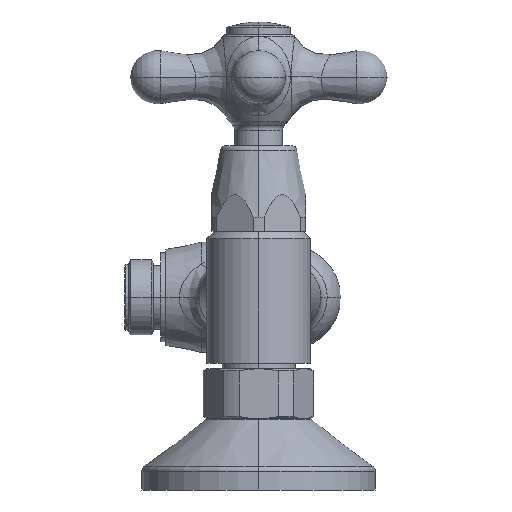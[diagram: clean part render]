
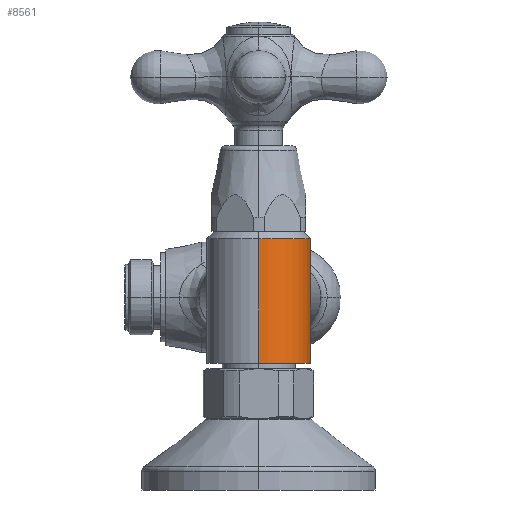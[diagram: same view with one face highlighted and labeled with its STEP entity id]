
A CAD part, left-side view. The second image highlights one B-rep face of the part: STEP entity #8561.
In plain terms, the highlighted cylindrical face has radius 14.5 mm (diameter 29 mm), a partial arc.
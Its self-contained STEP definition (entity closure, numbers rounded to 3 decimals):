
#1560=CARTESIAN_POINT('',(-79.,0.,16.5));
#1561=DIRECTION('',(0.,0.,1.));
#1562=DIRECTION('',(-1.,0.,0.));
#1563=AXIS2_PLACEMENT_3D('',#1560,#1561,#1562);
#1565=CARTESIAN_POINT('',(-79.,0.,13.));
#1566=DIRECTION('',(0.,0.,-1.));
#1567=DIRECTION('',(1.,0.,0.));
#1568=AXIS2_PLACEMENT_3D('',#1565,#1566,#1567);
#1570=CARTESIAN_POINT('',(-64.587,-1.588,
13.));
#1571=CARTESIAN_POINT('',(-64.611,-1.801,
13.));
#1572=CARTESIAN_POINT('',(-64.667,-2.228,
12.984));
#1573=CARTESIAN_POINT('',(-64.782,-2.872,
12.913));
#1574=CARTESIAN_POINT('',(-64.929,-3.52,
12.792));
#1575=CARTESIAN_POINT('',(-65.107,-4.171,
12.617));
#1576=CARTESIAN_POINT('',(-65.32,-4.823,
12.386));
#1577=CARTESIAN_POINT('',(-65.566,-5.472,
12.095));
#1578=CARTESIAN_POINT('',(-65.848,-6.119,
11.741));
#1579=CARTESIAN_POINT('',(-66.167,-6.763,
11.316));
#1580=CARTESIAN_POINT('',(-66.523,-7.4,
10.816));
#1581=CARTESIAN_POINT('',(-66.914,-8.023,
10.237));
#1582=CARTESIAN_POINT('',(-67.337,-8.626,
9.574));
#1583=CARTESIAN_POINT('',(-67.782,-9.196,
8.832));
#1584=CARTESIAN_POINT('',(-68.235,-9.723,
8.017));
#1585=CARTESIAN_POINT('',(-68.684,-10.196,
7.141));
#1586=CARTESIAN_POINT('',(-69.106,-10.605,
6.224));
#1587=CARTESIAN_POINT('',(-69.485,-10.945,
5.292));
#1588=CARTESIAN_POINT('',(-69.809,-11.217,
4.363));
#1589=CARTESIAN_POINT('',(-70.071,-11.426,
3.45));
#1590=CARTESIAN_POINT('',(-70.27,-11.578,
2.561));
#1591=CARTESIAN_POINT('',(-70.41,-11.682,
1.693));
#1592=CARTESIAN_POINT('',(-70.492,-11.741,
0.842));
#1593=CARTESIAN_POINT('',(-70.519,-11.761,
0.));
#1594=CARTESIAN_POINT('',(-70.491,-11.741,
-0.841));
#1595=CARTESIAN_POINT('',(-70.41,-11.682,
-1.691));
#1596=CARTESIAN_POINT('',(-70.271,-11.579,
-2.558));
#1597=CARTESIAN_POINT('',(-70.072,-11.426,
-3.445));
#1598=CARTESIAN_POINT('',(-69.81,-11.218,
-4.358));
#1599=CARTESIAN_POINT('',(-69.487,-10.946,
-5.288));
#1600=CARTESIAN_POINT('',(-69.107,-10.606,
-6.222));
#1601=CARTESIAN_POINT('',(-68.684,-10.196,
-7.141));
#1602=CARTESIAN_POINT('',(-68.235,-9.722,
-8.018));
#1603=CARTESIAN_POINT('',(-67.781,-9.195,
-8.834));
#1604=CARTESIAN_POINT('',(-67.336,-8.624,
-9.577));
#1605=CARTESIAN_POINT('',(-66.913,-8.021,
-10.238));
#1606=CARTESIAN_POINT('',(-66.523,-7.399,
-10.817));
#1607=CARTESIAN_POINT('',(-66.167,-6.762,
-11.317));
#1608=CARTESIAN_POINT('',(-65.848,-6.119,
-11.741));
#1609=CARTESIAN_POINT('',(-65.566,-5.472,
-12.096));
#1610=CARTESIAN_POINT('',(-65.32,-4.823,
-12.386));
#1611=CARTESIAN_POINT('',(-65.107,-4.171,
-12.617));
#1612=CARTESIAN_POINT('',(-64.928,-3.52,
-12.792));
#1613=CARTESIAN_POINT('',(-64.782,-2.872,
-12.913));
#1614=CARTESIAN_POINT('',(-64.667,-2.227,
-12.984));
#1615=CARTESIAN_POINT('',(-64.611,-1.801,
-13.));
#1616=CARTESIAN_POINT('',(-64.587,-1.588,
-13.));
#1618=CARTESIAN_POINT('',(-79.,0.,-13.));
#1619=DIRECTION('',(0.,0.,1.));
#1620=DIRECTION('',(0.994,-0.11,0.));
#1621=AXIS2_PLACEMENT_3D('',#1618,#1619,#1620);
#1623=DIRECTION('',(0.,0.,1.));
#1624=VECTOR('',#1623,35.);
#1625=CARTESIAN_POINT('',(-93.5,0.,-18.5));
#1626=LINE('',#1625,#1624);
#1660=DIRECTION('',(0.,0.,1.));
#1661=VECTOR('',#1660,5.5);
#1662=CARTESIAN_POINT('',(-64.5,0.,-18.5));
#1663=LINE('',#1662,#1661);
#1722=DIRECTION('',(0.,0.,1.));
#1723=VECTOR('',#1722,3.5);
#1724=CARTESIAN_POINT('',(-64.5,0.,13.));
#1725=LINE('',#1724,#1723);
#1731=CARTESIAN_POINT('',(-79.,0.,-18.5));
#1732=DIRECTION('',(0.,0.,1.));
#1733=DIRECTION('',(-1.,0.,0.));
#1734=AXIS2_PLACEMENT_3D('',#1731,#1732,#1733);
#5348=CARTESIAN_POINT('',(-64.5,0.,-18.5));
#5349=CARTESIAN_POINT('',(-93.5,0.,-18.5));
#5350=VERTEX_POINT('',#5348);
#5351=VERTEX_POINT('',#5349);
#5368=CARTESIAN_POINT('',(-64.5,0.,13.));
#5370=VERTEX_POINT('',#5368);
#5371=CARTESIAN_POINT('',(-64.587,-1.588,13.));
#5372=VERTEX_POINT('',#5371);
#5373=VERTEX_POINT('',#1616);
#5376=CARTESIAN_POINT('',(-64.5,0.,-13.));
#5377=VERTEX_POINT('',#5376);
#5428=CARTESIAN_POINT('',(-93.5,0.,16.5));
#5429=CARTESIAN_POINT('',(-64.5,0.,16.5));
#5430=VERTEX_POINT('',#5428);
#5431=VERTEX_POINT('',#5429);
#8539=CARTESIAN_POINT('',(-79.,0.,-18.5));
#8540=DIRECTION('',(0.,0.,1.));
#8541=DIRECTION('',(1.,0.,0.));
#8542=AXIS2_PLACEMENT_3D('',#8539,#8540,#8541);
#8543=CYLINDRICAL_SURFACE('',#8542,14.5);
#8545=ORIENTED_EDGE('',*,*,#8544,.T.);
#8547=ORIENTED_EDGE('',*,*,#8546,.F.);
#8548=ORIENTED_EDGE('',*,*,#8520,.T.);
#8550=ORIENTED_EDGE('',*,*,#8549,.T.);
#8552=ORIENTED_EDGE('',*,*,#8551,.T.);
#8554=ORIENTED_EDGE('',*,*,#8553,.F.);
#8556=ORIENTED_EDGE('',*,*,#8555,.F.);
#8558=ORIENTED_EDGE('',*,*,#8557,.T.);
#8559=EDGE_LOOP('',(#8545,#8547,#8548,#8550,#8552,#8554,#8556,#8558));
#8560=FACE_OUTER_BOUND('',#8559,.F.);
#8561=ADVANCED_FACE('',(#8560),#8543,.T.);
#1564=CIRCLE('',#1563,14.5);
#1569=CIRCLE('',#1568,14.5);
#1617=B_SPLINE_CURVE_WITH_KNOTS('',3,(#1570,#1571,#1572,#1573,#1574,#1575,#1576,
#1577,#1578,#1579,#1580,#1581,#1582,#1583,#1584,#1585,#1586,#1587,#1588,#1589,
#1590,#1591,#1592,#1593,#1594,#1595,#1596,#1597,#1598,#1599,#1600,#1601,#1602,
#1603,#1604,#1605,#1606,#1607,#1608,#1609,#1610,#1611,#1612,#1613,#1614,#1615,
#1616),.UNSPECIFIED.,.F.,.F.,(4,1,1,1,1,1,1,1,1,1,1,1,1,1,1,1,1,1,1,1,1,1,1,1,1,
1,1,1,1,1,1,1,1,1,1,1,1,1,1,1,1,1,1,1,4),(0.,0.023,
0.045,0.068,0.091,0.114,
0.136,0.159,0.182,0.205,
0.227,0.25,0.273,0.295,0.318,
0.341,0.364,0.386,0.409,
0.432,0.455,0.477,0.5,0.523,
0.545,0.568,0.591,0.614,
0.636,0.659,0.682,0.705,
0.727,0.75,0.773,0.795,0.818,
0.841,0.864,0.886,0.909,
0.932,0.955,0.977,1.),.UNSPECIFIED.);
#1622=CIRCLE('',#1621,14.5);
#1735=CIRCLE('',#1734,14.5);
#8520=EDGE_CURVE('',#5370,#5372,#1569,.T.);
#8544=EDGE_CURVE('',#5430,#5431,#1564,.T.);
#8546=EDGE_CURVE('',#5370,#5431,#1725,.T.);
#8549=EDGE_CURVE('',#5372,#5373,#1617,.T.);
#8551=EDGE_CURVE('',#5373,#5377,#1622,.T.);
#8553=EDGE_CURVE('',#5350,#5377,#1663,.T.);
#8555=EDGE_CURVE('',#5351,#5350,#1735,.T.);
#8557=EDGE_CURVE('',#5351,#5430,#1626,.T.);
